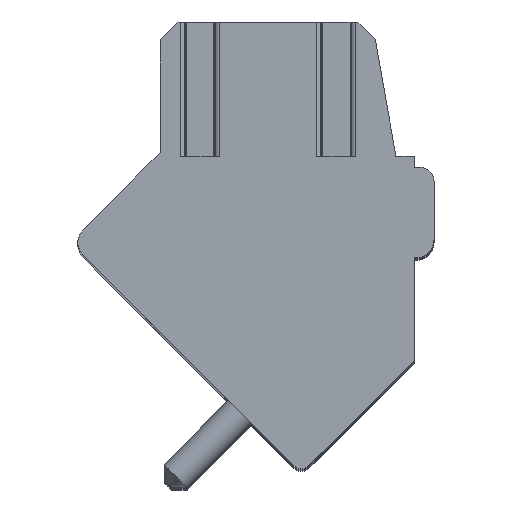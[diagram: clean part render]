
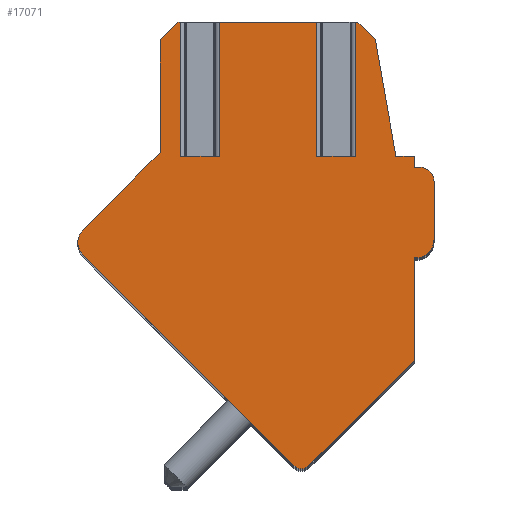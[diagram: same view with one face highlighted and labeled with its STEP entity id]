
A CAD part, top view. The second image highlights one B-rep face of the part: STEP entity #17071.
In plain terms, the highlighted planar face has unit normal (0, 0, 1).
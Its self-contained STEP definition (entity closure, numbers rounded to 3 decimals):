
#2331=DIRECTION('',(0.707,-0.707,0.));
#2332=VECTOR('',#2331,8.2);
#2333=CARTESIAN_POINT('',(-4.761,0.072,1.75));
#2334=LINE('',#2333,#2332);
#2674=DIRECTION('',(1.,0.,0.));
#2675=VECTOR('',#2674,1.07);
#2676=CARTESIAN_POINT('',(1.673,2.8,1.75));
#2677=LINE('',#2676,#2675);
#2678=DIRECTION('',(0.,1.,0.));
#2679=VECTOR('',#2678,3.7);
#2680=CARTESIAN_POINT('',(2.743,2.8,1.75));
#2681=LINE('',#2680,#2679);
#2682=DIRECTION('',(-1.,0.,0.));
#2683=VECTOR('',#2682,0.068);
#2684=CARTESIAN_POINT('',(2.811,6.5,1.75));
#2685=LINE('',#2684,#2683);
#2686=DIRECTION('',(-0.707,0.707,0.));
#2687=VECTOR('',#2686,0.677);
#2688=CARTESIAN_POINT('',(3.29,6.021,1.75));
#2689=LINE('',#2688,#2687);
#2690=DIRECTION('',(-0.174,0.985,0.));
#2691=VECTOR('',#2690,3.271);
#2692=CARTESIAN_POINT('',(3.858,2.8,1.75));
#2693=LINE('',#2692,#2691);
#2694=DIRECTION('',(-1.,0.,0.));
#2695=VECTOR('',#2694,0.5);
#2696=CARTESIAN_POINT('',(4.358,2.8,1.75));
#2697=LINE('',#2696,#2695);
#2698=DIRECTION('',(0.,1.,0.));
#2699=VECTOR('',#2698,0.3);
#2700=CARTESIAN_POINT('',(4.358,2.5,1.75));
#2701=LINE('',#2700,#2699);
#2702=DIRECTION('',(-1.,0.,0.));
#2703=VECTOR('',#2702,0.15);
#2704=CARTESIAN_POINT('',(4.508,2.5,1.75));
#2705=LINE('',#2704,#2703);
#2706=CARTESIAN_POINT('',(4.508,2.1,1.75));
#2707=DIRECTION('',(0.,0.,1.));
#2708=DIRECTION('',(1.,0.,0.));
#2709=AXIS2_PLACEMENT_3D('',#2706,#2707,#2708);
#2711=DIRECTION('',(0.,1.,0.));
#2712=VECTOR('',#2711,1.6);
#2713=CARTESIAN_POINT('',(4.908,0.5,1.75));
#2714=LINE('',#2713,#2712);
#2715=CARTESIAN_POINT('',(4.408,0.5,1.75));
#2716=DIRECTION('',(0.,0.,1.));
#2717=DIRECTION('',(0.,-1.,0.));
#2718=AXIS2_PLACEMENT_3D('',#2715,#2716,#2717);
#2720=DIRECTION('',(1.,0.,0.));
#2721=VECTOR('',#2720,0.05);
#2722=CARTESIAN_POINT('',(4.358,0.,1.75));
#2723=LINE('',#2722,#2721);
#2724=DIRECTION('',(0.,1.,0.));
#2725=VECTOR('',#2724,2.83);
#2726=CARTESIAN_POINT('',(4.358,-2.83,1.75));
#2727=LINE('',#2726,#2725);
#2728=DIRECTION('',(0.707,0.707,0.));
#2729=VECTOR('',#2728,4.096);
#2730=CARTESIAN_POINT('',(1.461,-5.727,1.75));
#2731=LINE('',#2730,#2729);
#2732=CARTESIAN_POINT('',(1.249,-5.515,1.75));
#2733=DIRECTION('',(0.,0.,1.));
#2734=DIRECTION('',(-0.707,-0.707,0.));
#2735=AXIS2_PLACEMENT_3D('',#2732,#2733,#2734);
#2737=CARTESIAN_POINT('',(-4.408,0.425,1.75));
#2738=DIRECTION('',(0.,0.,1.));
#2739=DIRECTION('',(-0.707,0.707,0.));
#2740=AXIS2_PLACEMENT_3D('',#2737,#2738,#2739);
#2742=DIRECTION('',(-0.707,-0.707,0.));
#2743=VECTOR('',#2742,2.997);
#2744=CARTESIAN_POINT('',(-2.642,2.898,1.75));
#2745=LINE('',#2744,#2743);
#2746=DIRECTION('',(0.,-1.,0.));
#2747=VECTOR('',#2746,3.111);
#2748=CARTESIAN_POINT('',(-2.642,6.009,1.75));
#2749=LINE('',#2748,#2747);
#2750=DIRECTION('',(-0.707,-0.707,0.));
#2751=VECTOR('',#2750,0.694);
#2752=CARTESIAN_POINT('',(-2.151,6.5,1.75));
#2753=LINE('',#2752,#2751);
#2754=DIRECTION('',(-1.,0.,0.));
#2755=VECTOR('',#2754,0.074);
#2756=CARTESIAN_POINT('',(-2.077,6.5,1.75));
#2757=LINE('',#2756,#2755);
#2758=DIRECTION('',(0.,1.,0.));
#2759=VECTOR('',#2758,3.7);
#2760=CARTESIAN_POINT('',(-2.077,2.8,1.75));
#2761=LINE('',#2760,#2759);
#2762=DIRECTION('',(1.,0.,0.));
#2763=VECTOR('',#2762,1.07);
#2764=CARTESIAN_POINT('',(-2.077,2.8,1.75));
#2765=LINE('',#2764,#2763);
#2766=DIRECTION('',(0.,1.,0.));
#2767=VECTOR('',#2766,3.7);
#2768=CARTESIAN_POINT('',(-1.007,2.8,1.75));
#2769=LINE('',#2768,#2767);
#2770=DIRECTION('',(-1.,0.,0.));
#2771=VECTOR('',#2770,2.68);
#2772=CARTESIAN_POINT('',(1.673,6.5,1.75));
#2773=LINE('',#2772,#2771);
#2774=DIRECTION('',(0.,1.,0.));
#2775=VECTOR('',#2774,3.7);
#2776=CARTESIAN_POINT('',(1.673,2.8,1.75));
#2777=LINE('',#2776,#2775);
#10754=CARTESIAN_POINT('',(1.673,2.8,1.75));
#10755=CARTESIAN_POINT('',(2.743,2.8,1.75));
#10756=VERTEX_POINT('',#10754);
#10757=VERTEX_POINT('',#10755);
#10758=CARTESIAN_POINT('',(2.743,6.5,1.75));
#10759=VERTEX_POINT('',#10758);
#10760=CARTESIAN_POINT('',(1.673,6.5,1.75));
#10761=VERTEX_POINT('',#10760);
#10774=CARTESIAN_POINT('',(-2.077,2.8,1.75));
#10775=CARTESIAN_POINT('',(-1.007,2.8,1.75));
#10776=VERTEX_POINT('',#10774);
#10777=VERTEX_POINT('',#10775);
#10778=CARTESIAN_POINT('',(-1.007,6.5,1.75));
#10779=VERTEX_POINT('',#10778);
#10780=CARTESIAN_POINT('',(-2.077,6.5,1.75));
#10781=VERTEX_POINT('',#10780);
#10872=CARTESIAN_POINT('',(1.037,-5.727,1.75));
#10873=CARTESIAN_POINT('',(1.461,-5.727,1.75));
#10874=VERTEX_POINT('',#10872);
#10875=VERTEX_POINT('',#10873);
#10876=CARTESIAN_POINT('',(4.358,-2.83,1.75));
#10877=VERTEX_POINT('',#10876);
#10878=CARTESIAN_POINT('',(4.358,0.,1.75));
#10879=VERTEX_POINT('',#10878);
#10880=CARTESIAN_POINT('',(4.408,0.,1.75));
#10881=VERTEX_POINT('',#10880);
#10882=CARTESIAN_POINT('',(4.908,0.5,1.75));
#10883=VERTEX_POINT('',#10882);
#10884=CARTESIAN_POINT('',(4.908,2.1,1.75));
#10885=VERTEX_POINT('',#10884);
#10886=CARTESIAN_POINT('',(4.508,2.5,1.75));
#10887=VERTEX_POINT('',#10886);
#10888=CARTESIAN_POINT('',(4.358,2.5,1.75));
#10889=VERTEX_POINT('',#10888);
#10890=CARTESIAN_POINT('',(4.358,2.8,1.75));
#10891=VERTEX_POINT('',#10890);
#10892=CARTESIAN_POINT('',(3.858,2.8,1.75));
#10893=VERTEX_POINT('',#10892);
#10894=CARTESIAN_POINT('',(3.29,6.021,1.75));
#10895=VERTEX_POINT('',#10894);
#10896=CARTESIAN_POINT('',(2.811,6.5,1.75));
#10897=VERTEX_POINT('',#10896);
#10898=CARTESIAN_POINT('',(-2.151,6.5,1.75));
#10899=CARTESIAN_POINT('',(-2.642,6.009,1.75));
#10900=VERTEX_POINT('',#10898);
#10901=VERTEX_POINT('',#10899);
#10902=CARTESIAN_POINT('',(-4.761,0.779,1.75));
#10903=CARTESIAN_POINT('',(-4.761,0.072,1.75));
#10904=VERTEX_POINT('',#10902);
#10905=VERTEX_POINT('',#10903);
#10910=CARTESIAN_POINT('',(-2.642,2.898,1.75));
#10912=VERTEX_POINT('',#10910);
#17028=CARTESIAN_POINT('',(0.,0.,1.75));
#17029=DIRECTION('',(0.,0.,1.));
#17030=DIRECTION('',(1.,0.,0.));
#17031=AXIS2_PLACEMENT_3D('',#17028,#17029,#17030);
#17032=PLANE('',#17031);
#17034=ORIENTED_EDGE('',*,*,#17033,.T.);
#17036=ORIENTED_EDGE('',*,*,#17035,.T.);
#17037=ORIENTED_EDGE('',*,*,#13959,.F.);
#17038=ORIENTED_EDGE('',*,*,#14193,.F.);
#17039=ORIENTED_EDGE('',*,*,#14207,.F.);
#17040=ORIENTED_EDGE('',*,*,#14221,.F.);
#17041=ORIENTED_EDGE('',*,*,#14330,.F.);
#17042=ORIENTED_EDGE('',*,*,#14346,.F.);
#17043=ORIENTED_EDGE('',*,*,#15041,.F.);
#17044=ORIENTED_EDGE('',*,*,#15233,.F.);
#17045=ORIENTED_EDGE('',*,*,#15425,.F.);
#17046=ORIENTED_EDGE('',*,*,#15617,.F.);
#17047=ORIENTED_EDGE('',*,*,#15816,.F.);
#17048=ORIENTED_EDGE('',*,*,#16561,.F.);
#17049=ORIENTED_EDGE('',*,*,#16747,.F.);
#17050=ORIENTED_EDGE('',*,*,#16612,.F.);
#17052=ORIENTED_EDGE('',*,*,#17051,.F.);
#17054=ORIENTED_EDGE('',*,*,#17053,.F.);
#17056=ORIENTED_EDGE('',*,*,#17055,.F.);
#17058=ORIENTED_EDGE('',*,*,#17057,.F.);
#17059=ORIENTED_EDGE('',*,*,#13991,.F.);
#17061=ORIENTED_EDGE('',*,*,#17060,.F.);
#17063=ORIENTED_EDGE('',*,*,#17062,.T.);
#17065=ORIENTED_EDGE('',*,*,#17064,.T.);
#17066=ORIENTED_EDGE('',*,*,#13975,.F.);
#17068=ORIENTED_EDGE('',*,*,#17067,.F.);
#17069=EDGE_LOOP('',(#17034,#17036,#17037,#17038,#17039,#17040,#17041,#17042,
#17043,#17044,#17045,#17046,#17047,#17048,#17049,#17050,#17052,#17054,#17056,
#17058,#17059,#17061,#17063,#17065,#17066,#17068));
#17070=FACE_OUTER_BOUND('',#17069,.F.);
#2710=CIRCLE('',#2709,0.4);
#2719=CIRCLE('',#2718,0.5);
#2736=CIRCLE('',#2735,0.3);
#2741=CIRCLE('',#2740,0.5);
#13959=EDGE_CURVE('',#10897,#10759,#2685,.T.);
#13975=EDGE_CURVE('',#10761,#10779,#2773,.T.);
#13991=EDGE_CURVE('',#10781,#10900,#2757,.T.);
#14193=EDGE_CURVE('',#10895,#10897,#2689,.T.);
#14207=EDGE_CURVE('',#10893,#10895,#2693,.T.);
#14221=EDGE_CURVE('',#10891,#10893,#2697,.T.);
#14330=EDGE_CURVE('',#10889,#10891,#2701,.T.);
#14346=EDGE_CURVE('',#10887,#10889,#2705,.T.);
#15041=EDGE_CURVE('',#10885,#10887,#2710,.T.);
#15233=EDGE_CURVE('',#10883,#10885,#2714,.T.);
#15425=EDGE_CURVE('',#10881,#10883,#2719,.T.);
#15617=EDGE_CURVE('',#10879,#10881,#2723,.T.);
#15816=EDGE_CURVE('',#10877,#10879,#2727,.T.);
#16561=EDGE_CURVE('',#10875,#10877,#2731,.T.);
#16612=EDGE_CURVE('',#10905,#10874,#2334,.T.);
#16747=EDGE_CURVE('',#10874,#10875,#2736,.T.);
#17033=EDGE_CURVE('',#10756,#10757,#2677,.T.);
#17035=EDGE_CURVE('',#10757,#10759,#2681,.T.);
#17051=EDGE_CURVE('',#10904,#10905,#2741,.T.);
#17053=EDGE_CURVE('',#10912,#10904,#2745,.T.);
#17055=EDGE_CURVE('',#10901,#10912,#2749,.T.);
#17057=EDGE_CURVE('',#10900,#10901,#2753,.T.);
#17060=EDGE_CURVE('',#10776,#10781,#2761,.T.);
#17062=EDGE_CURVE('',#10776,#10777,#2765,.T.);
#17064=EDGE_CURVE('',#10777,#10779,#2769,.T.);
#17067=EDGE_CURVE('',#10756,#10761,#2777,.T.);
#17071=ADVANCED_FACE('',(#17070),#17032,.T.);
